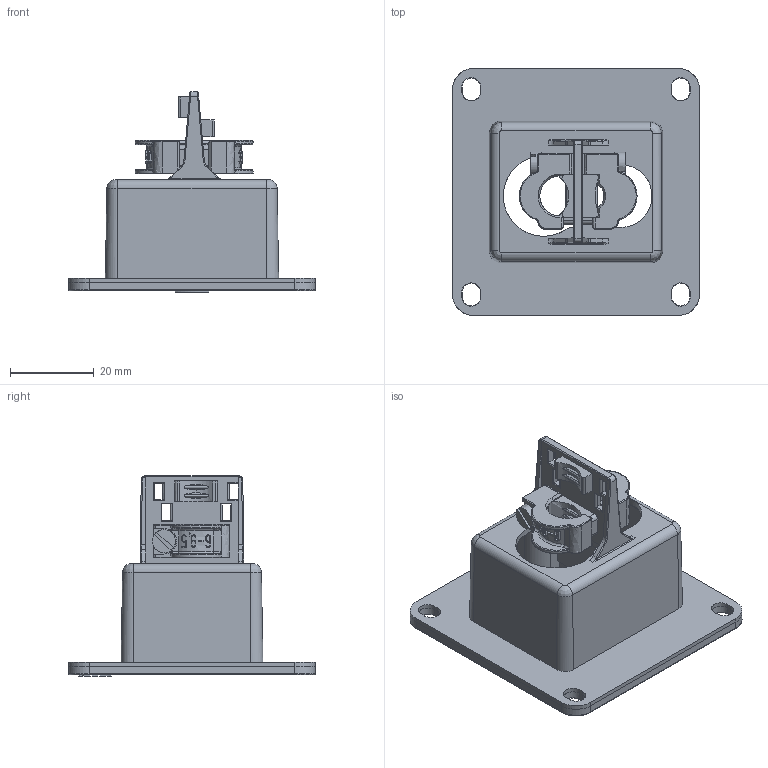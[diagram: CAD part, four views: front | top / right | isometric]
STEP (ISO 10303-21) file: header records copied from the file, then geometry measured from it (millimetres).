
FILE_DESCRIPTION(( 'HARTING HARTING HARTING HARTING HARTING HARTING HARTING HARTING HARTING', 'This Document is valid for Parts No. 09 14 000 9928'),'2;1');
FILE_NAME('MD_09140009928_RB.stp', '2011-08-19T11:39:51',('ITIS-4b'),('HARTING KGaA, D-32339 Espelkamp'), 'I-DEAS Master Series 10','HP-UNIX','Yes');
FILE_SCHEMA(('AUTOMOTIVE_DESIGN { 1 0 10303 214 1 1 1 1 }'));
Length unit declared in the file: millimetre
Products named in the file (1): MD 09 14 000 9928
Bounding box: 58.99 x 58.99 x 47.8 mm (x, y, z)
Volume: 18739.6 mm3; surface area: 18714.3 mm2
Topology: 1 solids, 2 shells, 756 faces, 1952 edges, 1229 vertices
Faces by surface type: bspline 756
Entity records: 25536 total; most frequent: CARTESIAN_POINT 13753, ORIENTED_EDGE 3886, EDGE_CURVE 1943, VERTEX_POINT 1225, B_SPLINE_CURVE_WITH_KNOTS 1131, EDGE_LOOP 822, FACE_OUTER_BOUND 756, ADVANCED_FACE 756
